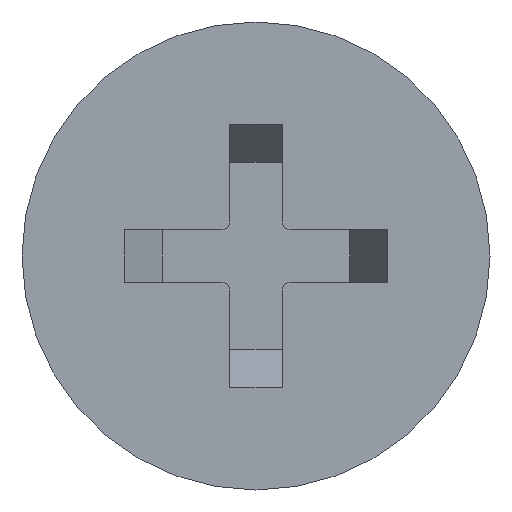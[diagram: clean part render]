
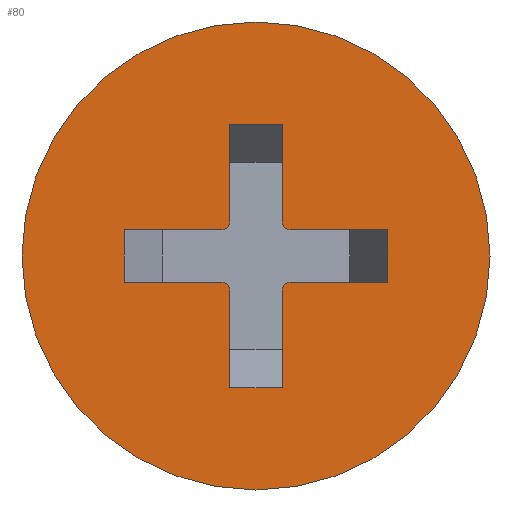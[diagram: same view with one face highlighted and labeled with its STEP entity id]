
A CAD part, left-side view. The second image highlights one B-rep face of the part: STEP entity #80.
In plain terms, the highlighted planar face has unit normal (-1, 0, 0).
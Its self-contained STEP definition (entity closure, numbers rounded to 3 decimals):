
#80=ADVANCED_FACE('',(#172,#173),#174,.T.);
#172=FACE_BOUND('',#274,.T.);
#173=FACE_OUTER_BOUND('',#275,.T.);
#174=PLANE('',#276);
#274=EDGE_LOOP('',(#444,#445,#446,#447,#448,#449,#450,#451,#452,#453,#454,#455,#456,#457,#458,#459,#460,#461,#462,#463));
#275=EDGE_LOOP('',(#464,#465));
#276=AXIS2_PLACEMENT_3D('',#466,#467,#468);
#444=ORIENTED_EDGE('',*,*,#676,.F.);
#445=ORIENTED_EDGE('',*,*,#677,.T.);
#446=ORIENTED_EDGE('',*,*,#678,.T.);
#447=ORIENTED_EDGE('',*,*,#679,.T.);
#448=ORIENTED_EDGE('',*,*,#680,.F.);
#449=ORIENTED_EDGE('',*,*,#681,.F.);
#450=ORIENTED_EDGE('',*,*,#647,.T.);
#451=ORIENTED_EDGE('',*,*,#682,.T.);
#452=ORIENTED_EDGE('',*,*,#650,.T.);
#453=ORIENTED_EDGE('',*,*,#631,.F.);
#454=ORIENTED_EDGE('',*,*,#637,.F.);
#455=ORIENTED_EDGE('',*,*,#683,.T.);
#456=ORIENTED_EDGE('',*,*,#657,.T.);
#457=ORIENTED_EDGE('',*,*,#684,.T.);
#458=ORIENTED_EDGE('',*,*,#616,.F.);
#459=ORIENTED_EDGE('',*,*,#685,.F.);
#460=ORIENTED_EDGE('',*,*,#686,.T.);
#461=ORIENTED_EDGE('',*,*,#687,.T.);
#462=ORIENTED_EDGE('',*,*,#688,.T.);
#463=ORIENTED_EDGE('',*,*,#689,.F.);
#464=ORIENTED_EDGE('',*,*,#690,.T.);
#465=ORIENTED_EDGE('',*,*,#691,.T.);
#466=CARTESIAN_POINT('',(0.0,4.445,0.0));
#467=DIRECTION('',(-1.0,0.0,0.0));
#468=DIRECTION('',(0.0,1.0,0.0));
#616=EDGE_CURVE('',#725,#728,#729,.T.);
#631=EDGE_CURVE('',#750,#753,#754,.T.);
#637=EDGE_CURVE('',#761,#750,#763,.T.);
#647=EDGE_CURVE('',#773,#777,#779,.T.);
#650=EDGE_CURVE('',#782,#753,#783,.T.);
#657=EDGE_CURVE('',#793,#790,#794,.T.);
#676=EDGE_CURVE('',#824,#825,#826,.T.);
#677=EDGE_CURVE('',#824,#827,#828,.T.);
#678=EDGE_CURVE('',#827,#829,#830,.T.);
#679=EDGE_CURVE('',#829,#831,#832,.T.);
#680=EDGE_CURVE('',#833,#831,#834,.T.);
#681=EDGE_CURVE('',#773,#833,#835,.T.);
#682=EDGE_CURVE('',#777,#782,#836,.T.);
#683=EDGE_CURVE('',#761,#793,#837,.T.);
#684=EDGE_CURVE('',#790,#728,#838,.T.);
#685=EDGE_CURVE('',#839,#725,#840,.T.);
#686=EDGE_CURVE('',#839,#841,#842,.T.);
#687=EDGE_CURVE('',#841,#843,#844,.T.);
#688=EDGE_CURVE('',#843,#845,#846,.T.);
#689=EDGE_CURVE('',#825,#845,#847,.T.);
#690=EDGE_CURVE('',#848,#849,#850,.T.);
#691=EDGE_CURVE('',#849,#848,#851,.T.);
#725=VERTEX_POINT('',#885);
#728=VERTEX_POINT('',#889);
#729=CIRCLE('',#890,0.3);
#750=VERTEX_POINT('',#916);
#753=VERTEX_POINT('',#920);
#754=CIRCLE('',#921,0.3);
#761=VERTEX_POINT('',#929);
#763=CIRCLE('',#932,0.3);
#773=VERTEX_POINT('',#944);
#777=VERTEX_POINT('',#950);
#779=LINE('',#953,#954);
#782=VERTEX_POINT('',#957);
#783=LINE('',#958,#959);
#790=VERTEX_POINT('',#968);
#793=VERTEX_POINT('',#972);
#794=LINE('',#973,#974);
#824=VERTEX_POINT('',#1015);
#825=VERTEX_POINT('',#1016);
#826=CIRCLE('',#1017,0.3);
#827=VERTEX_POINT('',#1018);
#828=LINE('',#1019,#1020);
#829=VERTEX_POINT('',#1021);
#830=LINE('',#1022,#1023);
#831=VERTEX_POINT('',#1024);
#832=LINE('',#1025,#1026);
#833=VERTEX_POINT('',#1027);
#834=CIRCLE('',#1028,0.3);
#835=CIRCLE('',#1029,0.3);
#836=LINE('',#1030,#1031);
#837=LINE('',#1032,#1033);
#838=LINE('',#1034,#1035);
#839=VERTEX_POINT('',#1036);
#840=CIRCLE('',#1037,0.3);
#841=VERTEX_POINT('',#1038);
#842=LINE('',#1039,#1040);
#843=VERTEX_POINT('',#1041);
#844=LINE('',#1042,#1043);
#845=VERTEX_POINT('',#1044);
#846=LINE('',#1045,#1046);
#847=CIRCLE('',#1047,0.3);
#848=VERTEX_POINT('',#1048);
#849=VERTEX_POINT('',#1049);
#850=CIRCLE('',#1050,8.89);
#851=CIRCLE('',#1051,8.89);
#885=CARTESIAN_POINT('',(0.0,1.088,-1.088));
#889=CARTESIAN_POINT('',(0.0,1.0,-1.3));
#890=AXIS2_PLACEMENT_3D('',#1097,#1098,#1099);
#916=CARTESIAN_POINT('',(0.0,-1.088,-1.088));
#920=CARTESIAN_POINT('',(0.0,-1.3,-1.0));
#921=AXIS2_PLACEMENT_3D('',#1121,#1122,#1123);
#929=CARTESIAN_POINT('',(0.0,-1.0,-1.3));
#932=AXIS2_PLACEMENT_3D('',#1132,#1133,#1134);
#944=CARTESIAN_POINT('',(0.0,-1.3,1.0));
#950=CARTESIAN_POINT('',(0.0,-5.0,1.0));
#953=CARTESIAN_POINT('',(0.0,0.723,1.0));
#954=VECTOR('',#1146,1000.0);
#957=CARTESIAN_POINT('',(0.0,-5.0,-1.0));
#958=CARTESIAN_POINT('',(0.0,0.723,-1.0));
#959=VECTOR('',#1147,1000.0);
#968=CARTESIAN_POINT('',(0.0,1.0,-5.0));
#972=CARTESIAN_POINT('',(0.0,-1.0,-5.0));
#973=CARTESIAN_POINT('',(0.0,2.223,-5.0));
#974=VECTOR('',#1154,1000.0);
#1015=CARTESIAN_POINT('',(0.0,1.0,1.3));
#1016=CARTESIAN_POINT('',(0.0,1.088,1.088));
#1017=AXIS2_PLACEMENT_3D('',#1181,#1182,#1183);
#1018=CARTESIAN_POINT('',(0.0,1.0,5.0));
#1019=CARTESIAN_POINT('',(0.0,1.0,1.5));
#1020=VECTOR('',#1184,1000.0);
#1021=CARTESIAN_POINT('',(0.0,-1.0,5.0));
#1022=CARTESIAN_POINT('',(0.0,2.223,5.0));
#1023=VECTOR('',#1185,1000.0);
#1024=CARTESIAN_POINT('',(0.0,-1.0,1.3));
#1025=CARTESIAN_POINT('',(0.0,-1.0,1.5));
#1026=VECTOR('',#1186,1000.0);
#1027=CARTESIAN_POINT('',(0.0,-1.088,1.088));
#1028=AXIS2_PLACEMENT_3D('',#1187,#1188,#1189);
#1029=AXIS2_PLACEMENT_3D('',#1190,#1191,#1192);
#1030=CARTESIAN_POINT('',(0.0,-5.0,0.0));
#1031=VECTOR('',#1193,1000.0);
#1032=CARTESIAN_POINT('',(0.0,-1.0,-1.5));
#1033=VECTOR('',#1194,1000.0);
#1034=CARTESIAN_POINT('',(0.0,1.0,-1.5));
#1035=VECTOR('',#1195,1000.0);
#1036=CARTESIAN_POINT('',(0.0,1.3,-1.0));
#1037=AXIS2_PLACEMENT_3D('',#1196,#1197,#1198);
#1038=CARTESIAN_POINT('',(0.0,5.0,-1.0));
#1039=CARTESIAN_POINT('',(0.0,3.723,-1.0));
#1040=VECTOR('',#1199,1000.0);
#1041=CARTESIAN_POINT('',(0.0,5.0,1.0));
#1042=CARTESIAN_POINT('',(0.0,5.0,0.0));
#1043=VECTOR('',#1200,1000.0);
#1044=CARTESIAN_POINT('',(0.0,1.3,1.0));
#1045=CARTESIAN_POINT('',(0.0,3.723,1.0));
#1046=VECTOR('',#1201,1000.0);
#1047=AXIS2_PLACEMENT_3D('',#1202,#1203,#1204);
#1048=CARTESIAN_POINT('',(0.0,8.89,0.0));
#1049=CARTESIAN_POINT('',(0.0,-8.89,0.));
#1050=AXIS2_PLACEMENT_3D('',#1205,#1206,#1207);
#1051=AXIS2_PLACEMENT_3D('',#1208,#1209,#1210);
#1097=CARTESIAN_POINT('',(0.0,1.3,-1.3));
#1098=DIRECTION('',(1.0,0.0,0.0));
#1099=DIRECTION('',(0.0,-0.707,0.707));
#1121=CARTESIAN_POINT('',(0.0,-1.3,-1.3));
#1122=DIRECTION('',(1.0,0.0,-0.0));
#1123=DIRECTION('',(0.0,0.707,0.707));
#1132=CARTESIAN_POINT('',(0.0,-1.3,-1.3));
#1133=DIRECTION('',(1.0,0.0,-0.0));
#1134=DIRECTION('',(0.0,0.707,0.707));
#1146=DIRECTION('',(0.0,-1.0,0.0));
#1147=DIRECTION('',(0.0,1.0,0.0));
#1154=DIRECTION('',(0.0,1.0,0.0));
#1181=CARTESIAN_POINT('',(0.0,1.3,1.3));
#1182=DIRECTION('',(1.0,0.0,0.0));
#1183=DIRECTION('',(0.0,-0.707,-0.707));
#1184=DIRECTION('',(0.0,0.0,1.0));
#1185=DIRECTION('',(0.0,-1.0,0.0));
#1186=DIRECTION('',(-0.0,-0.0,-1.0));
#1187=CARTESIAN_POINT('',(0.0,-1.3,1.3));
#1188=DIRECTION('',(1.0,0.0,0.0));
#1189=DIRECTION('',(0.0,0.707,-0.707));
#1190=CARTESIAN_POINT('',(0.0,-1.3,1.3));
#1191=DIRECTION('',(1.0,0.0,0.0));
#1192=DIRECTION('',(0.0,0.707,-0.707));
#1193=DIRECTION('',(-0.0,-0.0,-1.0));
#1194=DIRECTION('',(-0.0,-0.0,-1.0));
#1195=DIRECTION('',(0.0,0.0,1.0));
#1196=CARTESIAN_POINT('',(0.0,1.3,-1.3));
#1197=DIRECTION('',(1.0,0.0,0.0));
#1198=DIRECTION('',(0.0,-0.707,0.707));
#1199=DIRECTION('',(0.0,1.0,0.0));
#1200=DIRECTION('',(0.0,0.0,1.0));
#1201=DIRECTION('',(0.0,-1.0,0.0));
#1202=CARTESIAN_POINT('',(0.0,1.3,1.3));
#1203=DIRECTION('',(1.0,0.0,0.0));
#1204=DIRECTION('',(0.0,-0.707,-0.707));
#1205=CARTESIAN_POINT('',(0.0,0.0,0.0));
#1206=DIRECTION('',(-1.0,0.0,0.0));
#1207=DIRECTION('',(0.0,1.0,0.0));
#1208=CARTESIAN_POINT('',(0.0,0.0,0.0));
#1209=DIRECTION('',(-1.0,0.0,0.0));
#1210=DIRECTION('',(0.0,1.0,0.0));
